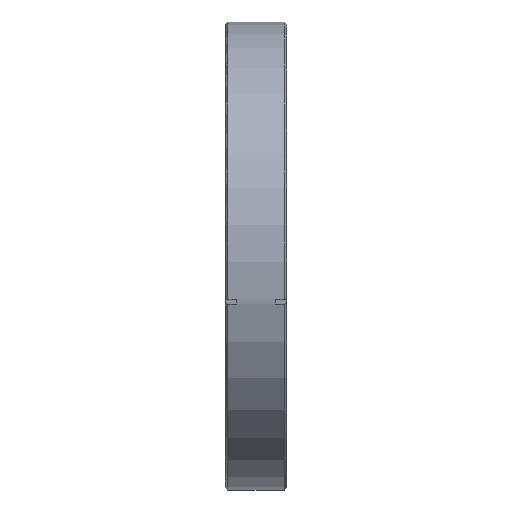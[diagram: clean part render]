
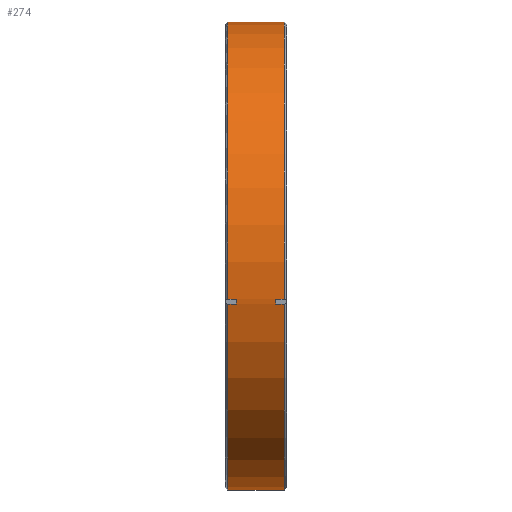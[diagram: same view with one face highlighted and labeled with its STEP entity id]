
A CAD part, front view. The second image highlights one B-rep face of the part: STEP entity #274.
In plain terms, the highlighted cylindrical face has radius 75.819 mm (diameter 151.638 mm), a partial arc.
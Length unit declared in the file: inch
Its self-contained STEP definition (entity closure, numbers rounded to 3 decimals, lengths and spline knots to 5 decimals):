
#2 = CARTESIAN_POINT ( 'NONE',  ( 0., -2.93353, -0.55191 ) ) ;
#66 = CARTESIAN_POINT ( 'NONE',  ( 0., 0., 2.985 ) ) ;
#89 = CIRCLE ( 'NONE', #2513, 2.985 ) ;
#120 = EDGE_CURVE ( 'NONE', #664, #1906, #89, .T. ) ;
#172 = VECTOR ( 'NONE', #2704, 39.37008 ) ;
#180 = CARTESIAN_POINT ( 'NONE',  ( 0., -2.92144, -0.61272 ) ) ;
#229 = CARTESIAN_POINT ( 'NONE',  ( 0., 0., 0. ) ) ;
#274 = ADVANCED_FACE ( 'NONE', ( #2654 ), #889, .T. ) ;
#308 = CARTESIAN_POINT ( 'NONE',  ( 0.03, 0., -2.985 ) ) ;
#514 = DIRECTION ( 'NONE',  ( 1., 0., 0. ) ) ;
#523 = CARTESIAN_POINT ( 'NONE',  ( 0.14, -2.92568, -0.59249 ) ) ;
#547 = CARTESIAN_POINT ( 'NONE',  ( 0.14, -2.92971, -0.57222 ) ) ;
#569 = CARTESIAN_POINT ( 'NONE',  ( 0.64, -2.92971, -0.57222 ) ) ;
#572 = CARTESIAN_POINT ( 'NONE',  ( 0.14001, -2.93353, -0.55191 ) ) ;
#647 = VERTEX_POINT ( 'NONE', #2237 ) ;
#664 = VERTEX_POINT ( 'NONE', #3657 ) ;
#693 = VERTEX_POINT ( 'NONE', #1950 ) ;
#730 = EDGE_CURVE ( 'NONE', #4020, #1256, #4048, .T. ) ;
#789 = LINE ( 'NONE', #66, #912 ) ;
#815 = VECTOR ( 'NONE', #3706, 39.37008 ) ;
#828 = EDGE_CURVE ( 'NONE', #846, #1256, #2330, .T. ) ;
#846 = VERTEX_POINT ( 'NONE', #2718 ) ;
#867 = DIRECTION ( 'NONE',  ( -1., 0., 0. ) ) ;
#886 = CARTESIAN_POINT ( 'NONE',  ( 0.14001, -2.92144, -0.61272 ) ) ;
#889 = CYLINDRICAL_SURFACE ( 'NONE', #1309, 2.985 ) ;
#912 = VECTOR ( 'NONE', #1462, 39.37008 ) ;
#929 = CARTESIAN_POINT ( 'NONE',  ( 0.75, 0., 2.985 ) ) ;
#930 = DIRECTION ( 'NONE',  ( -1., 0., 0. ) ) ;
#961 = AXIS2_PLACEMENT_3D ( 'NONE', #1511, #867, #4293 ) ;
#997 = DIRECTION ( 'NONE',  ( 1., 0., 0. ) ) ;
#1004 = ORIENTED_EDGE ( 'NONE', *, *, #3727, .T. ) ;
#1007 = ORIENTED_EDGE ( 'NONE', *, *, #4134, .T. ) ;
#1190 = CARTESIAN_POINT ( 'NONE',  ( 0.03, 0., 0. ) ) ;
#1194 = ORIENTED_EDGE ( 'NONE', *, *, #2687, .F. ) ;
#1211 = ORIENTED_EDGE ( 'NONE', *, *, #3455, .T. ) ;
#1236 = LINE ( 'NONE', #180, #4202 ) ;
#1256 = VERTEX_POINT ( 'NONE', #3991 ) ;
#1276 = ORIENTED_EDGE ( 'NONE', *, *, #120, .T. ) ;
#1309 = AXIS2_PLACEMENT_3D ( 'NONE', #229, #2243, #3619 ) ;
#1339 = CARTESIAN_POINT ( 'NONE',  ( 0.63999, -2.92144, -0.61272 ) ) ;
#1410 = AXIS2_PLACEMENT_3D ( 'NONE', #1720, #3083, #3693 ) ;
#1450 = DIRECTION ( 'NONE',  ( -1., 0., 0. ) ) ;
#1462 = DIRECTION ( 'NONE',  ( -1., 0., 0. ) ) ;
#1510 = DIRECTION ( 'NONE',  ( 0., 0., 1. ) ) ;
#1511 = CARTESIAN_POINT ( 'NONE',  ( 0.75, 0., 0. ) ) ;
#1563 = VERTEX_POINT ( 'NONE', #308 ) ;
#1670 = EDGE_CURVE ( 'NONE', #693, #4020, #2088, .T. ) ;
#1696 = ORIENTED_EDGE ( 'NONE', *, *, #2516, .T. ) ;
#1720 = CARTESIAN_POINT ( 'NONE',  ( 0.03, 0., 0. ) ) ;
#1776 = CARTESIAN_POINT ( 'NONE',  ( 0.75, 0., 0. ) ) ;
#1784 = ORIENTED_EDGE ( 'NONE', *, *, #2340, .F. ) ;
#1857 = CARTESIAN_POINT ( 'NONE',  ( 0.14001, -2.92144, -0.61272 ) ) ;
#1871 = DIRECTION ( 'NONE',  ( 1., 0., 0. ) ) ;
#1903 = CARTESIAN_POINT ( 'NONE',  ( 0.63999, -2.93353, -0.55191 ) ) ;
#1906 = VERTEX_POINT ( 'NONE', #2898 ) ;
#1950 = CARTESIAN_POINT ( 'NONE',  ( 0.03, -2.92144, -0.61272 ) ) ;
#1961 = ORIENTED_EDGE ( 'NONE', *, *, #828, .T. ) ;
#2000 = ORIENTED_EDGE ( 'NONE', *, *, #1670, .F. ) ;
#2088 = LINE ( 'NONE', #2619, #815 ) ;
#2237 = CARTESIAN_POINT ( 'NONE',  ( 0.63999, -2.93353, -0.55191 ) ) ;
#2243 = DIRECTION ( 'NONE',  ( -1., 0., 0. ) ) ;
#2270 = CARTESIAN_POINT ( 'NONE',  ( 0., -2.93353, -0.55191 ) ) ;
#2304 = CIRCLE ( 'NONE', #961, 2.985 ) ;
#2330 = LINE ( 'NONE', #2, #3429 ) ;
#2340 = EDGE_CURVE ( 'NONE', #664, #1563, #4303, .T. ) ;
#2386 = CARTESIAN_POINT ( 'NONE',  ( 0.75, -2.93353, -0.55191 ) ) ;
#2513 = AXIS2_PLACEMENT_3D ( 'NONE', #1776, #1450, #1510 ) ;
#2516 = EDGE_CURVE ( 'NONE', #693, #1563, #3833, .T. ) ;
#2619 = CARTESIAN_POINT ( 'NONE',  ( 0., -2.92144, -0.61272 ) ) ;
#2635 = ORIENTED_EDGE ( 'NONE', *, *, #3350, .T. ) ;
#2639 = EDGE_CURVE ( 'NONE', #4227, #4049, #789, .T. ) ;
#2654 = FACE_OUTER_BOUND ( 'NONE', #3261, .T. ) ;
#2687 = EDGE_CURVE ( 'NONE', #3244, #1906, #1236, .T. ) ;
#2704 = DIRECTION ( 'NONE',  ( 1., 0., 0. ) ) ;
#2718 = CARTESIAN_POINT ( 'NONE',  ( 0.03, -2.93353, -0.55191 ) ) ;
#2835 = CARTESIAN_POINT ( 'NONE',  ( 0.03, 0., 2.985 ) ) ;
#2896 = VERTEX_POINT ( 'NONE', #2386 ) ;
#2898 = CARTESIAN_POINT ( 'NONE',  ( 0.75, -2.92144, -0.61272 ) ) ;
#2961 = CARTESIAN_POINT ( 'NONE',  ( 0., 0., -2.985 ) ) ;
#2982 = CARTESIAN_POINT ( 'NONE',  ( 0.63999, -2.92144, -0.61272 ) ) ;
#3000 = CARTESIAN_POINT ( 'NONE',  ( 0.64, -2.92568, -0.59249 ) ) ;
#3083 = DIRECTION ( 'NONE',  ( 1., 0., 0. ) ) ;
#3196 = DIRECTION ( 'NONE',  ( 0., 0., -1. ) ) ;
#3244 = VERTEX_POINT ( 'NONE', #1339 ) ;
#3261 = EDGE_LOOP ( 'NONE', ( #1784, #1276, #1194, #1007, #2635, #1004, #3731, #1211, #1961, #3512, #2000, #1696 ) ) ;
#3350 = EDGE_CURVE ( 'NONE', #647, #2896, #4338, .T. ) ;
#3429 = VECTOR ( 'NONE', #997, 39.37008 ) ;
#3455 = EDGE_CURVE ( 'NONE', #4049, #846, #3816, .T. ) ;
#3512 = ORIENTED_EDGE ( 'NONE', *, *, #730, .F. ) ;
#3619 = DIRECTION ( 'NONE',  ( 0., 0., 1. ) ) ;
#3622 = VECTOR ( 'NONE', #930, 39.37008 ) ;
#3657 = CARTESIAN_POINT ( 'NONE',  ( 0.75, 0., -2.985 ) ) ;
#3693 = DIRECTION ( 'NONE',  ( 0., 0., -1. ) ) ;
#3706 = DIRECTION ( 'NONE',  ( 1., 0., 0. ) ) ;
#3727 = EDGE_CURVE ( 'NONE', #2896, #4227, #2304, .T. ) ;
#3731 = ORIENTED_EDGE ( 'NONE', *, *, #2639, .T. ) ;
#3816 = CIRCLE ( 'NONE', #4391, 2.985 ) ;
#3833 = CIRCLE ( 'NONE', #1410, 2.985 ) ;
#3863 = B_SPLINE_CURVE_WITH_KNOTS ( 'NONE', 3,
 ( #2982, #3000, #569, #1903 ),
 .UNSPECIFIED., .F., .F.,
 ( 4, 4 ),
 ( 0., 0.00157 ),
 .UNSPECIFIED. ) ;
#3991 = CARTESIAN_POINT ( 'NONE',  ( 0.14001, -2.93353, -0.55191 ) ) ;
#4020 = VERTEX_POINT ( 'NONE', #1857 ) ;
#4048 = B_SPLINE_CURVE_WITH_KNOTS ( 'NONE', 3,
 ( #886, #523, #547, #572 ),
 .UNSPECIFIED., .F., .F.,
 ( 4, 4 ),
 ( 0., 0.00157 ),
 .UNSPECIFIED. ) ;
#4049 = VERTEX_POINT ( 'NONE', #2835 ) ;
#4134 = EDGE_CURVE ( 'NONE', #3244, #647, #3863, .T. ) ;
#4202 = VECTOR ( 'NONE', #514, 39.37008 ) ;
#4227 = VERTEX_POINT ( 'NONE', #929 ) ;
#4293 = DIRECTION ( 'NONE',  ( 0., 0., 1. ) ) ;
#4303 = LINE ( 'NONE', #2961, #3622 ) ;
#4338 = LINE ( 'NONE', #2270, #172 ) ;
#4391 = AXIS2_PLACEMENT_3D ( 'NONE', #1190, #1871, #3196 ) ;
